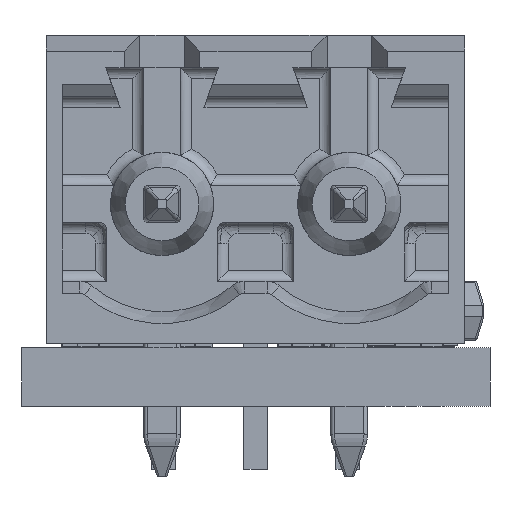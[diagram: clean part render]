
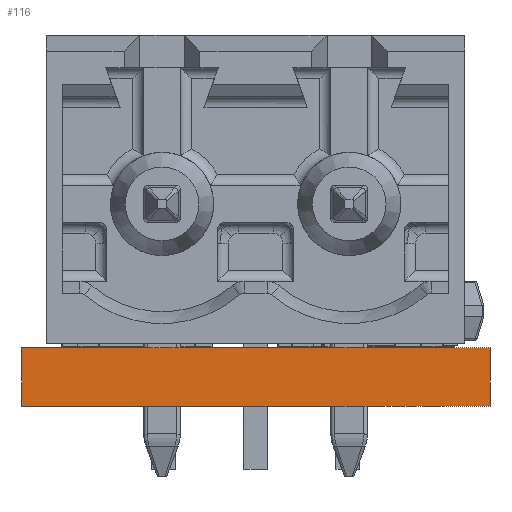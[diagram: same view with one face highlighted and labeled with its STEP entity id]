
A CAD part, front view. The second image highlights one B-rep face of the part: STEP entity #116.
In plain terms, the highlighted planar face has unit normal (0, -1, 0).
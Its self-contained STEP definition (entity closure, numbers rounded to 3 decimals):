
#116 = ADVANCED_FACE('',(#117),#151,.T.);
#117 = FACE_BOUND('',#118,.T.);
#118 = EDGE_LOOP('',(#119,#129,#137,#145));
#119 = ORIENTED_EDGE('',*,*,#120,.T.);
#120 = EDGE_CURVE('',#121,#123,#125,.T.);
#121 = VERTEX_POINT('',#122);
#122 = CARTESIAN_POINT('',(0.,5.08,0.));
#123 = VERTEX_POINT('',#124);
#124 = CARTESIAN_POINT('',(0.,5.08,-1.59));
#125 = LINE('',#126,#127);
#126 = CARTESIAN_POINT('',(0.,5.08,0.));
#127 = VECTOR('',#128,1.);
#128 = DIRECTION('',(0.,0.,-1.));
#129 = ORIENTED_EDGE('',*,*,#130,.T.);
#130 = EDGE_CURVE('',#123,#131,#133,.T.);
#131 = VERTEX_POINT('',#132);
#132 = CARTESIAN_POINT('',(12.7,5.08,
    -1.59));
#133 = LINE('',#134,#135);
#134 = CARTESIAN_POINT('',(0.,5.08,-1.59));
#135 = VECTOR('',#136,1.);
#136 = DIRECTION('',(1.,0.,0.));
#137 = ORIENTED_EDGE('',*,*,#138,.F.);
#138 = EDGE_CURVE('',#139,#131,#141,.T.);
#139 = VERTEX_POINT('',#140);
#140 = CARTESIAN_POINT('',(12.7,5.08,0.));
#141 = LINE('',#142,#143);
#142 = CARTESIAN_POINT('',(12.7,5.08,0.));
#143 = VECTOR('',#144,1.);
#144 = DIRECTION('',(0.,0.,-1.));
#145 = ORIENTED_EDGE('',*,*,#146,.F.);
#146 = EDGE_CURVE('',#121,#139,#147,.T.);
#147 = LINE('',#148,#149);
#148 = CARTESIAN_POINT('',(0.,5.08,0.));
#149 = VECTOR('',#150,1.);
#150 = DIRECTION('',(1.,0.,0.));
#151 = PLANE('',#152);
#152 = AXIS2_PLACEMENT_3D('',#153,#154,#155);
#153 = CARTESIAN_POINT('',(0.,5.08,0.));
#154 = DIRECTION('',(0.,-1.,0.));
#155 = DIRECTION('',(1.,0.,0.));
